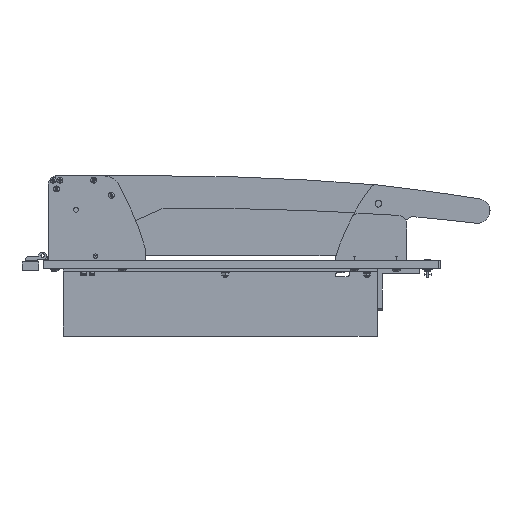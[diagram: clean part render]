
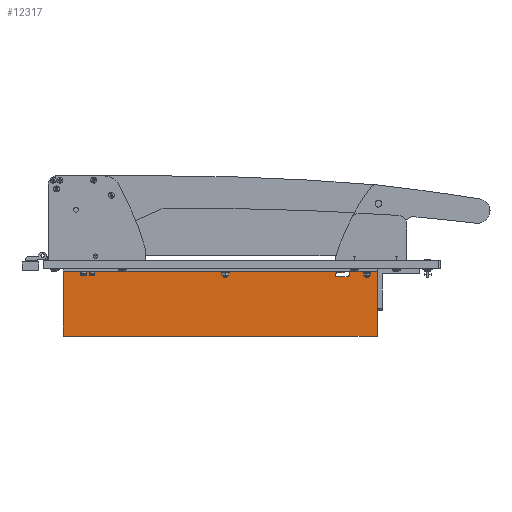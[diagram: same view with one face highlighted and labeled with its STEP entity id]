
A CAD part, left-side view. The second image highlights one B-rep face of the part: STEP entity #12317.
In plain terms, the highlighted planar face has unit normal (-1, 0, 0).
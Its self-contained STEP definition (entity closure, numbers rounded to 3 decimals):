
#104 = ORIENTED_EDGE ( 'NONE', *, *, #58562, .T. ) ;
#809 = CARTESIAN_POINT ( 'NONE',  ( -3., -3., 186. ) ) ;
#1236 = AXIS2_PLACEMENT_3D ( 'NONE', #49777, #17470, #34680 ) ;
#1787 = LINE ( 'NONE', #15609, #10556 ) ;
#2218 = CARTESIAN_POINT ( 'NONE',  ( -3., -7.3, 153. ) ) ;
#2231 = VECTOR ( 'NONE', #54048, 1000. ) ;
#2452 = DIRECTION ( 'NONE',  ( 1., 0., 0. ) ) ;
#3995 = AXIS2_PLACEMENT_3D ( 'NONE', #809, #51829, #29234 ) ;
#4044 = VERTEX_POINT ( 'NONE', #26077 ) ;
#4274 = ORIENTED_EDGE ( 'NONE', *, *, #53707, .F. ) ;
#4426 = VECTOR ( 'NONE', #44067, 1000. ) ;
#6843 = CARTESIAN_POINT ( 'NONE',  ( -3., -3., 147. ) ) ;
#6918 = DIRECTION ( 'NONE',  ( 0., 1., 0. ) ) ;
#6989 = EDGE_CURVE ( 'NONE', #31864, #8087, #1787, .T. ) ;
#7530 = EDGE_CURVE ( 'NONE', #28100, #31864, #37287, .T. ) ;
#7807 = CARTESIAN_POINT ( 'NONE',  ( -3., -4.8, 147. ) ) ;
#8087 = VERTEX_POINT ( 'NONE', #43007 ) ;
#8606 = ORIENTED_EDGE ( 'NONE', *, *, #17826, .T. ) ;
#9745 = VECTOR ( 'NONE', #52866, 1000. ) ;
#9897 = CARTESIAN_POINT ( 'NONE',  ( -3., -3., 186. ) ) ;
#10556 = VECTOR ( 'NONE', #20228, 1000. ) ;
#11484 = EDGE_CURVE ( 'NONE', #22876, #51638, #41103, .T. ) ;
#11843 = CARTESIAN_POINT ( 'NONE',  ( -3., -9.8, 150.5 ) ) ;
#12317 = ADVANCED_FACE ( 'NONE', ( #36129 ), #19303, .F. ) ;
#13317 = VECTOR ( 'NONE', #18698, 1000. ) ;
#14271 = ORIENTED_EDGE ( 'NONE', *, *, #47627, .T. ) ;
#14877 = CIRCLE ( 'NONE', #24325, 2.5 ) ;
#15469 = VERTEX_POINT ( 'NONE', #11843 ) ;
#15609 = CARTESIAN_POINT ( 'NONE',  ( -3., -3., 186. ) ) ;
#17326 = DIRECTION ( 'NONE',  ( 0., 1., 0. ) ) ;
#17470 = DIRECTION ( 'NONE',  ( 1., 0., 0. ) ) ;
#17600 = CARTESIAN_POINT ( 'NONE',  ( -3., -80., 186. ) ) ;
#17826 = EDGE_CURVE ( 'NONE', #51638, #28100, #55760, .T. ) ;
#18443 = LINE ( 'NONE', #58306, #58438 ) ;
#18698 = DIRECTION ( 'NONE',  ( 0., -1., 0. ) ) ;
#19273 = AXIS2_PLACEMENT_3D ( 'NONE', #40246, #40657, #17326 ) ;
#19303 = PLANE ( 'NONE',  #3995 ) ;
#20163 = CARTESIAN_POINT ( 'NONE',  ( -3., -3., 147. ) ) ;
#20185 = EDGE_CURVE ( 'NONE', #33345, #56825, #24174, .T. ) ;
#20228 = DIRECTION ( 'NONE',  ( 0., 0., -1. ) ) ;
#21673 = CARTESIAN_POINT ( 'NONE',  ( -3., -3., 153. ) ) ;
#22757 = ORIENTED_EDGE ( 'NONE', *, *, #20185, .F. ) ;
#22876 = VERTEX_POINT ( 'NONE', #39635 ) ;
#23499 = EDGE_CURVE ( 'NONE', #4044, #22876, #14877, .T. ) ;
#23542 = EDGE_CURVE ( 'NONE', #33345, #50724, #18443, .T. ) ;
#23868 = VECTOR ( 'NONE', #26112, 1000. ) ;
#24174 = LINE ( 'NONE', #51605, #13317 ) ;
#24325 = AXIS2_PLACEMENT_3D ( 'NONE', #34679, #2452, #6918 ) ;
#25181 = DIRECTION ( 'NONE',  ( 0., 0., -1. ) ) ;
#26077 = CARTESIAN_POINT ( 'NONE',  ( -3., -9.8, 139. ) ) ;
#26112 = DIRECTION ( 'NONE',  ( 0., -1., 0. ) ) ;
#26794 = CARTESIAN_POINT ( 'NONE',  ( -3., -80., 186. ) ) ;
#27672 = LINE ( 'NONE', #44269, #2231 ) ;
#28100 = VERTEX_POINT ( 'NONE', #7807 ) ;
#29234 = DIRECTION ( 'NONE',  ( 0., 1., 0. ) ) ;
#29791 = ORIENTED_EDGE ( 'NONE', *, *, #23542, .T. ) ;
#30357 = CARTESIAN_POINT ( 'NONE',  ( -3., -3., 153. ) ) ;
#30816 = EDGE_CURVE ( 'NONE', #59809, #15469, #36020, .T. ) ;
#31864 = VERTEX_POINT ( 'NONE', #6843 ) ;
#32498 = CARTESIAN_POINT ( 'NONE',  ( -3., -4.8, 139. ) ) ;
#32755 = VECTOR ( 'NONE', #49972, 1000. ) ;
#33345 = VERTEX_POINT ( 'NONE', #9897 ) ;
#34115 = EDGE_CURVE ( 'NONE', #15469, #4044, #27672, .T. ) ;
#34195 = EDGE_LOOP ( 'NONE', ( #8606, #50177, #49175, #14271, #4274, #22757, #29791, #104, #47851, #54944, #45613, #43423 ) ) ;
#34200 = VERTEX_POINT ( 'NONE', #55466 ) ;
#34679 = CARTESIAN_POINT ( 'NONE',  ( -3., -7.3, 139. ) ) ;
#34680 = DIRECTION ( 'NONE',  ( 0., 1., 0. ) ) ;
#36020 = CIRCLE ( 'NONE', #19273, 2.5 ) ;
#36129 = FACE_OUTER_BOUND ( 'NONE', #34195, .T. ) ;
#37287 = LINE ( 'NONE', #20163, #9745 ) ;
#39635 = CARTESIAN_POINT ( 'NONE',  ( -3., -7.3, 136.5 ) ) ;
#39992 = CARTESIAN_POINT ( 'NONE',  ( -3., -3., -186. ) ) ;
#40246 = CARTESIAN_POINT ( 'NONE',  ( -3., -7.3, 150.5 ) ) ;
#40657 = DIRECTION ( 'NONE',  ( 1., 0., 0. ) ) ;
#40927 = DIRECTION ( 'NONE',  ( 0., 0., 1. ) ) ;
#41103 = CIRCLE ( 'NONE', #1236, 2.5 ) ;
#41903 = VECTOR ( 'NONE', #40927, 1000. ) ;
#43007 = CARTESIAN_POINT ( 'NONE',  ( -3., -3., -186. ) ) ;
#43423 = ORIENTED_EDGE ( 'NONE', *, *, #11484, .T. ) ;
#44067 = DIRECTION ( 'NONE',  ( 0., -1., 0. ) ) ;
#44269 = CARTESIAN_POINT ( 'NONE',  ( -3., -9.8, 186. ) ) ;
#45613 = ORIENTED_EDGE ( 'NONE', *, *, #23499, .T. ) ;
#45870 = LINE ( 'NONE', #26794, #32755 ) ;
#47627 = EDGE_CURVE ( 'NONE', #8087, #34200, #53864, .T. ) ;
#47851 = ORIENTED_EDGE ( 'NONE', *, *, #30816, .T. ) ;
#49175 = ORIENTED_EDGE ( 'NONE', *, *, #6989, .T. ) ;
#49777 = CARTESIAN_POINT ( 'NONE',  ( -3., -7.3, 139. ) ) ;
#49972 = DIRECTION ( 'NONE',  ( 0., 0., -1. ) ) ;
#50112 = CARTESIAN_POINT ( 'NONE',  ( -3., -4.8, 186. ) ) ;
#50177 = ORIENTED_EDGE ( 'NONE', *, *, #7530, .T. ) ;
#50724 = VERTEX_POINT ( 'NONE', #21673 ) ;
#51605 = CARTESIAN_POINT ( 'NONE',  ( -3., -3., 186. ) ) ;
#51638 = VERTEX_POINT ( 'NONE', #32498 ) ;
#51829 = DIRECTION ( 'NONE',  ( 1., 0., 0. ) ) ;
#52866 = DIRECTION ( 'NONE',  ( 0., 1., 0. ) ) ;
#53707 = EDGE_CURVE ( 'NONE', #56825, #34200, #45870, .T. ) ;
#53864 = LINE ( 'NONE', #39992, #4426 ) ;
#54048 = DIRECTION ( 'NONE',  ( 0., 0., -1. ) ) ;
#54944 = ORIENTED_EDGE ( 'NONE', *, *, #34115, .T. ) ;
#55134 = LINE ( 'NONE', #30357, #23868 ) ;
#55466 = CARTESIAN_POINT ( 'NONE',  ( -3., -80., -186. ) ) ;
#55760 = LINE ( 'NONE', #50112, #41903 ) ;
#56825 = VERTEX_POINT ( 'NONE', #17600 ) ;
#58306 = CARTESIAN_POINT ( 'NONE',  ( -3., -3., 186. ) ) ;
#58438 = VECTOR ( 'NONE', #25181, 1000. ) ;
#58562 = EDGE_CURVE ( 'NONE', #50724, #59809, #55134, .T. ) ;
#59809 = VERTEX_POINT ( 'NONE', #2218 ) ;
